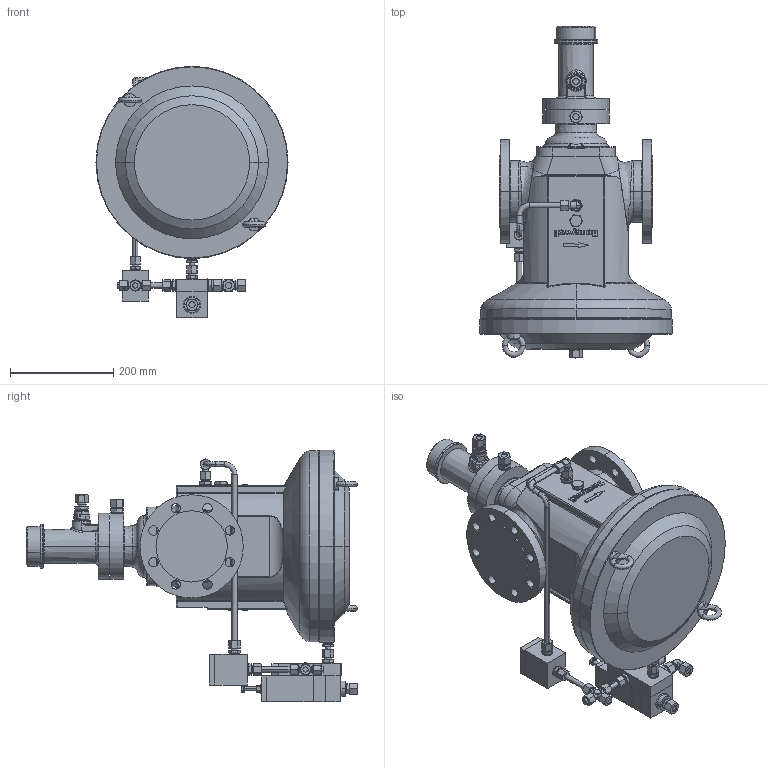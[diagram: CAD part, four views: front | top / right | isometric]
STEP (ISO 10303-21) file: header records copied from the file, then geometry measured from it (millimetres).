
FILE_DESCRIPTION (( 'STEP AP214' ), '1' );
FILE_NAME ('RMG402_DN80_PN16_720_K6_F_630-1_So_LR.STEP', '2020-04-06T11:56:00', ( '' ), ( '' ), 'SwSTEP 2.0', 'SolidWorks 2017', '' );
FILE_SCHEMA (( 'AUTOMOTIVE_DESIGN' ));
Length unit declared in the file: millimetre
Products named in the file (1): RMG402_DN80_PN16_720_K6_F_630-1_So_LR
Bounding box: 372 x 642.18 x 486.67 mm (x, y, z)
Volume: 25187092.6 mm3; surface area: 883100 mm2
Topology: 1 solids, 1 shells, 1741 faces, 4192 edges, 2572 vertices
Faces by surface type: plane 677, cone 443, cylinder 318, bspline 212, torus 77, sphere 14
Entity records: 74240 total; most frequent: CARTESIAN_POINT 32850, ORIENTED_EDGE 8356, DIRECTION 7165, EDGE_CURVE 4178, AXIS2_PLACEMENT_3D 2759, VERTEX_POINT 2572, EDGE_LOOP 1914, ADVANCED_FACE 1741
